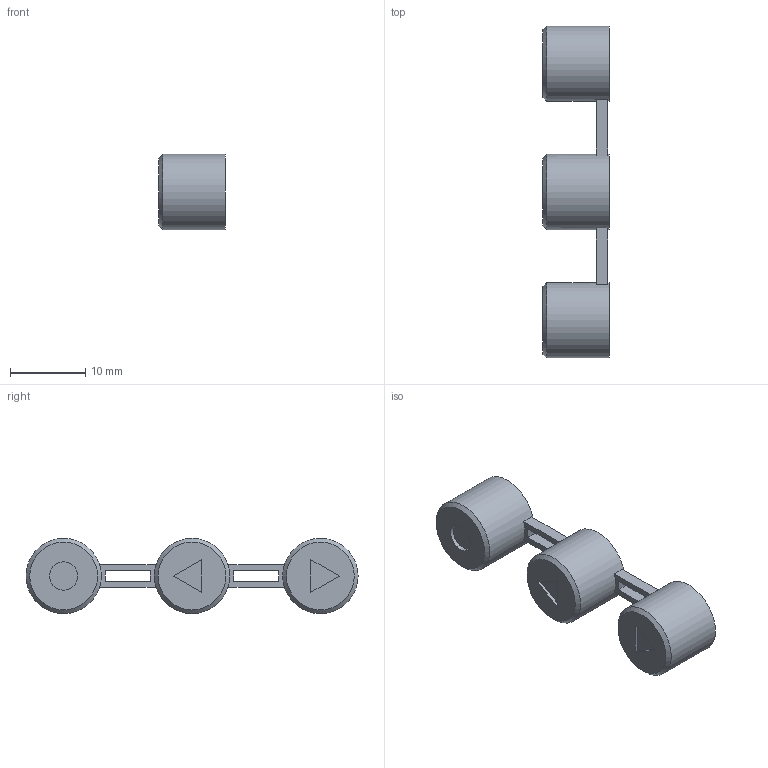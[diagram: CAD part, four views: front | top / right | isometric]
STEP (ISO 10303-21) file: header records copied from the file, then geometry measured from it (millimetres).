
FILE_DESCRIPTION(('HOOPS Exchange Step'),'2;1');
FILE_NAME('temp_export','2024-01-13T20:06:34+09:00',('mobile'),('Shapr3D Limited'),'HOOPS Exchange 2023.2','Shapr3D','Authorized');
FILE_SCHEMA( ('AUTOMOTIVE_DESIGN { 1 0 10303 214 1 1 1 1 }') );
Length unit declared in the file: millimetre
Products named in the file (1): Select-Button
Bounding box: 8.8 x 44.1 x 10 mm (x, y, z)
Volume: 1207.9 mm3; surface area: 2471.6 mm2
Topology: 1 solids, 1 shells, 86 faces, 198 edges, 133 vertices
Faces by surface type: plane 67, cylinder 16, cone 3
Full cylindrical faces by diameter (mm): 3.76 x1, 10 x3
Entity records: 2467 total; most frequent: DIRECTION 421, CARTESIAN_POINT 418, ORIENTED_EDGE 396, EDGE_CURVE 198, VECTOR 149, LINE 149, AXIS2_PLACEMENT_3D 136, VERTEX_POINT 133
